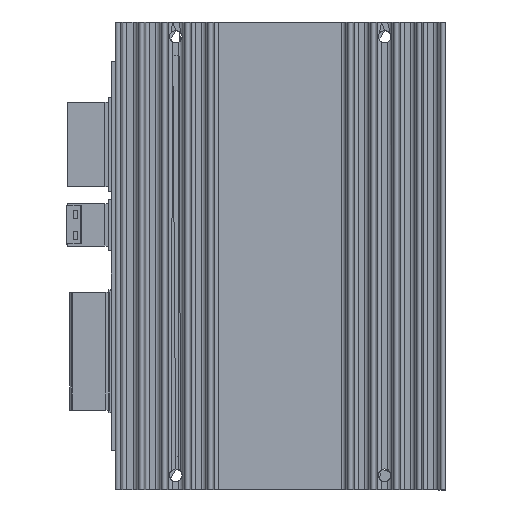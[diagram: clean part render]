
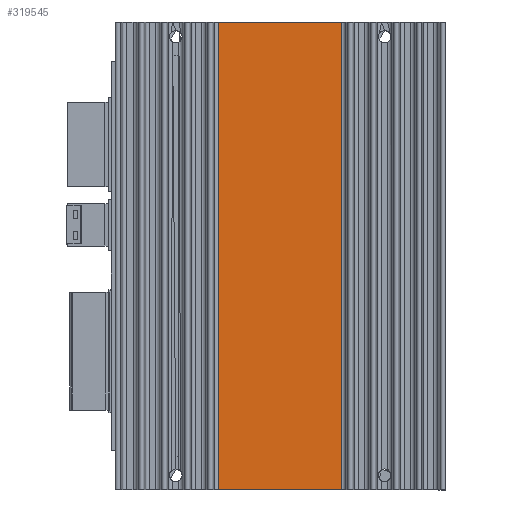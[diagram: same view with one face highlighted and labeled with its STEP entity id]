
A CAD part, top view. The second image highlights one B-rep face of the part: STEP entity #319545.
In plain terms, the highlighted planar face has unit normal (0, 0, 1).
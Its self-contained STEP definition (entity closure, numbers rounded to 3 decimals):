
#314320 = PLANE('',#314321);
#314321 = AXIS2_PLACEMENT_3D('',#314322,#314323,#314324);
#314322 = CARTESIAN_POINT('',(54.25,-101.,20.4));
#314323 = DIRECTION('',(0.,-1.,0.));
#314324 = DIRECTION('',(1.,0.,0.));
#314651 = PLANE('',#314652);
#314652 = AXIS2_PLACEMENT_3D('',#314653,#314654,#314655);
#314653 = CARTESIAN_POINT('',(54.25,11.,20.4));
#314654 = DIRECTION('',(0.,-1.,0.));
#314655 = DIRECTION('',(1.,0.,0.));
#319426 = CYLINDRICAL_SURFACE('',#319427,1.);
#319427 = AXIS2_PLACEMENT_3D('',#319428,#319429,#319430);
#319428 = CARTESIAN_POINT('',(22.75,11.,11.));
#319429 = DIRECTION('',(0.,-1.,0.));
#319430 = DIRECTION('',(1.,0.,0.));
#319465 = VERTEX_POINT('',#319466);
#319466 = CARTESIAN_POINT('',(22.75,11.,10.));
#319492 = EDGE_CURVE('',#319465,#319493,#319495,.T.);
#319493 = VERTEX_POINT('',#319494);
#319494 = CARTESIAN_POINT('',(22.75,-101.,10.));
#319495 = SURFACE_CURVE('',#319496,(#319500,#319507),.PCURVE_S1.);
#319496 = LINE('',#319497,#319498);
#319497 = CARTESIAN_POINT('',(22.75,11.,10.));
#319498 = VECTOR('',#319499,1.);
#319499 = DIRECTION('',(0.,-1.,0.));
#319500 = PCURVE('',#319426,#319501);
#319501 = DEFINITIONAL_REPRESENTATION('',(#319502),#319506);
#319502 = LINE('',#319503,#319504);
#319503 = CARTESIAN_POINT('',(4.712,0.));
#319504 = VECTOR('',#319505,1.);
#319505 = DIRECTION('',(0.,1.));
#319506 = ( GEOMETRIC_REPRESENTATION_CONTEXT(2) 
PARAMETRIC_REPRESENTATION_CONTEXT() REPRESENTATION_CONTEXT('2D SPACE',''
  ) );
#319507 = PCURVE('',#319508,#319513);
#319508 = PLANE('',#319509);
#319509 = AXIS2_PLACEMENT_3D('',#319510,#319511,#319512);
#319510 = CARTESIAN_POINT('',(52.25,11.,10.));
#319511 = DIRECTION('',(0.,0.,1.));
#319512 = DIRECTION('',(0.,-1.,0.));
#319513 = DEFINITIONAL_REPRESENTATION('',(#319514),#319518);
#319514 = LINE('',#319515,#319516);
#319515 = CARTESIAN_POINT('',(0.,-29.5));
#319516 = VECTOR('',#319517,1.);
#319517 = DIRECTION('',(1.,0.));
#319518 = ( GEOMETRIC_REPRESENTATION_CONTEXT(2) 
PARAMETRIC_REPRESENTATION_CONTEXT() REPRESENTATION_CONTEXT('2D SPACE',''
  ) );
#319545 = ADVANCED_FACE('',(#319546),#319508,.T.);
#319546 = FACE_BOUND('',#319547,.T.);
#319547 = EDGE_LOOP('',(#319548,#319571,#319599,#319620));
#319548 = ORIENTED_EDGE('',*,*,#319549,.F.);
#319549 = EDGE_CURVE('',#319550,#319493,#319552,.T.);
#319550 = VERTEX_POINT('',#319551);
#319551 = CARTESIAN_POINT('',(52.25,-101.,10.));
#319552 = SURFACE_CURVE('',#319553,(#319557,#319564),.PCURVE_S1.);
#319553 = LINE('',#319554,#319555);
#319554 = CARTESIAN_POINT('',(52.25,-101.,10.));
#319555 = VECTOR('',#319556,1.);
#319556 = DIRECTION('',(-1.,0.,0.));
#319557 = PCURVE('',#319508,#319558);
#319558 = DEFINITIONAL_REPRESENTATION('',(#319559),#319563);
#319559 = LINE('',#319560,#319561);
#319560 = CARTESIAN_POINT('',(112.,0.));
#319561 = VECTOR('',#319562,1.);
#319562 = DIRECTION('',(0.,-1.));
#319563 = ( GEOMETRIC_REPRESENTATION_CONTEXT(2) 
PARAMETRIC_REPRESENTATION_CONTEXT() REPRESENTATION_CONTEXT('2D SPACE',''
  ) );
#319564 = PCURVE('',#314320,#319565);
#319565 = DEFINITIONAL_REPRESENTATION('',(#319566),#319570);
#319566 = LINE('',#319567,#319568);
#319567 = CARTESIAN_POINT('',(-2.,-10.4));
#319568 = VECTOR('',#319569,1.);
#319569 = DIRECTION('',(-1.,0.));
#319570 = ( GEOMETRIC_REPRESENTATION_CONTEXT(2) 
PARAMETRIC_REPRESENTATION_CONTEXT() REPRESENTATION_CONTEXT('2D SPACE',''
  ) );
#319571 = ORIENTED_EDGE('',*,*,#319572,.F.);
#319572 = EDGE_CURVE('',#319573,#319550,#319575,.T.);
#319573 = VERTEX_POINT('',#319574);
#319574 = CARTESIAN_POINT('',(52.25,11.,10.));
#319575 = SURFACE_CURVE('',#319576,(#319580,#319587),.PCURVE_S1.);
#319576 = LINE('',#319577,#319578);
#319577 = CARTESIAN_POINT('',(52.25,11.,10.));
#319578 = VECTOR('',#319579,1.);
#319579 = DIRECTION('',(0.,-1.,0.));
#319580 = PCURVE('',#319508,#319581);
#319581 = DEFINITIONAL_REPRESENTATION('',(#319582),#319586);
#319582 = LINE('',#319583,#319584);
#319583 = CARTESIAN_POINT('',(0.,0.));
#319584 = VECTOR('',#319585,1.);
#319585 = DIRECTION('',(1.,0.));
#319586 = ( GEOMETRIC_REPRESENTATION_CONTEXT(2) 
PARAMETRIC_REPRESENTATION_CONTEXT() REPRESENTATION_CONTEXT('2D SPACE',''
  ) );
#319587 = PCURVE('',#319588,#319593);
#319588 = CYLINDRICAL_SURFACE('',#319589,1.);
#319589 = AXIS2_PLACEMENT_3D('',#319590,#319591,#319592);
#319590 = CARTESIAN_POINT('',(52.25,11.,11.));
#319591 = DIRECTION('',(0.,-1.,0.));
#319592 = DIRECTION('',(1.,0.,0.));
#319593 = DEFINITIONAL_REPRESENTATION('',(#319594),#319598);
#319594 = LINE('',#319595,#319596);
#319595 = CARTESIAN_POINT('',(4.712,0.));
#319596 = VECTOR('',#319597,1.);
#319597 = DIRECTION('',(0.,1.));
#319598 = ( GEOMETRIC_REPRESENTATION_CONTEXT(2) 
PARAMETRIC_REPRESENTATION_CONTEXT() REPRESENTATION_CONTEXT('2D SPACE',''
  ) );
#319599 = ORIENTED_EDGE('',*,*,#319600,.T.);
#319600 = EDGE_CURVE('',#319573,#319465,#319601,.T.);
#319601 = SURFACE_CURVE('',#319602,(#319606,#319613),.PCURVE_S1.);
#319602 = LINE('',#319603,#319604);
#319603 = CARTESIAN_POINT('',(52.25,11.,10.));
#319604 = VECTOR('',#319605,1.);
#319605 = DIRECTION('',(-1.,0.,0.));
#319606 = PCURVE('',#319508,#319607);
#319607 = DEFINITIONAL_REPRESENTATION('',(#319608),#319612);
#319608 = LINE('',#319609,#319610);
#319609 = CARTESIAN_POINT('',(0.,0.));
#319610 = VECTOR('',#319611,1.);
#319611 = DIRECTION('',(0.,-1.));
#319612 = ( GEOMETRIC_REPRESENTATION_CONTEXT(2) 
PARAMETRIC_REPRESENTATION_CONTEXT() REPRESENTATION_CONTEXT('2D SPACE',''
  ) );
#319613 = PCURVE('',#314651,#319614);
#319614 = DEFINITIONAL_REPRESENTATION('',(#319615),#319619);
#319615 = LINE('',#319616,#319617);
#319616 = CARTESIAN_POINT('',(-2.,-10.4));
#319617 = VECTOR('',#319618,1.);
#319618 = DIRECTION('',(-1.,0.));
#319619 = ( GEOMETRIC_REPRESENTATION_CONTEXT(2) 
PARAMETRIC_REPRESENTATION_CONTEXT() REPRESENTATION_CONTEXT('2D SPACE',''
  ) );
#319620 = ORIENTED_EDGE('',*,*,#319492,.T.);
